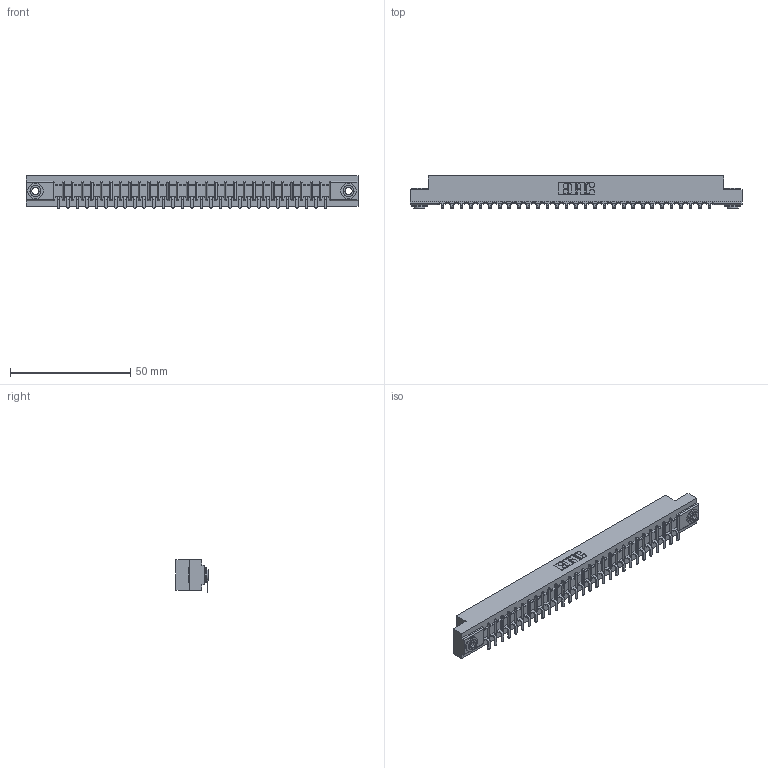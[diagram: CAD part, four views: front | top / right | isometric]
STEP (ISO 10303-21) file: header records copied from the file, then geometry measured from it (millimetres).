
FILE_DESCRIPTION (( 'STEP AP203' ), '1' );
FILE_NAME ('357-029-453-103.STEP', '2020-10-01T23:49:45', ( '' ), ( '' ), 'SwSTEP 2.0', 'SolidWorks 2020', '' );
FILE_SCHEMA (( 'CONFIG_CONTROL_DESIGN' ));
Length unit declared in the file: inch
Products named in the file (4): 307 Part_.156 Dia Mounting Holes; 345-250-002_345-250-002-102; 307-290-002_553; 357-029-453-103
Assembly tree (32 placements, depth 2):
  357-029-453-103
    307 Part_.156 Dia Mounting Holes
    307-290-002_553  x29
    345-250-002_345-250-002-102  x2
Bounding box: 137.92 x 13.36 x 13.5 mm (x, y, z)
Volume: 14663.6 mm3; surface area: 18397.3 mm2
Topology: 32 solids, 32 shells, 2462 faces, 7511 edges, 4922 vertices
Faces by surface type: plane 1457, cylinder 937, sphere 60, cone 8
Entity records: 28383 total; most frequent: CARTESIAN_POINT 4765, ORIENTED_EDGE 4746, DIRECTION 4651, EDGE_CURVE 2373, VECTOR 1803, LINE 1803, VERTEX_POINT 1538, AXIS2_PLACEMENT_3D 1424
